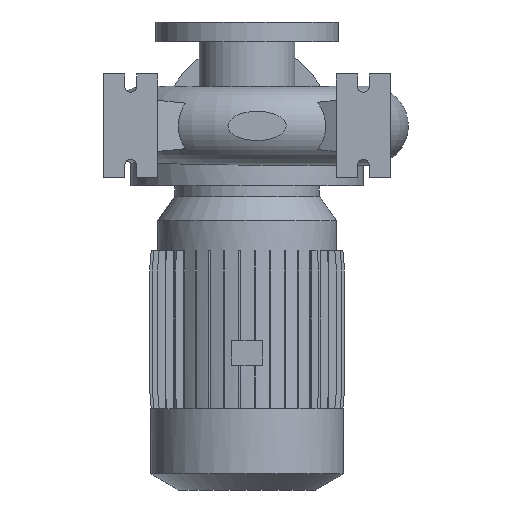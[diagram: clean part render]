
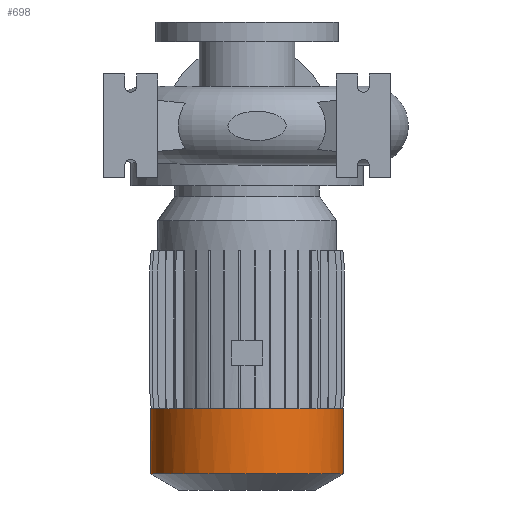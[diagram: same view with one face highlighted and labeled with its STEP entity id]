
A CAD part, front view. The second image highlights one B-rep face of the part: STEP entity #698.
In plain terms, the highlighted cylindrical face has radius 116 mm (diameter 232 mm), a partial arc.
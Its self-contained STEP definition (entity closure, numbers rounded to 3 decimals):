
#249 = LINE ( 'NONE', #13574, #11159 ) ;
#698 = ADVANCED_FACE ( 'NONE', ( #12738 ), #6966, .T. ) ;
#731 = VERTEX_POINT ( 'NONE', #2261 ) ;
#1408 = EDGE_CURVE ( 'NONE', #3195, #731, #13461, .T. ) ;
#2015 = AXIS2_PLACEMENT_3D ( 'NONE', #7860, #8768, #3302 ) ;
#2261 = CARTESIAN_POINT ( 'NONE',  ( 116., 0., -340. ) ) ;
#2484 = CARTESIAN_POINT ( 'NONE',  ( 0., 0., 125. ) ) ;
#3195 = VERTEX_POINT ( 'NONE', #9412 ) ;
#3302 = DIRECTION ( 'NONE',  ( 1., 0., 0. ) ) ;
#3377 = ORIENTED_EDGE ( 'NONE', *, *, #6260, .T. ) ;
#3522 = CARTESIAN_POINT ( 'NONE',  ( 116., 0., -418.4 ) ) ;
#4264 = EDGE_CURVE ( 'NONE', #12132, #4505, #11334, .T. ) ;
#4505 = VERTEX_POINT ( 'NONE', #3522 ) ;
#5460 = EDGE_LOOP ( 'NONE', ( #9079, #8773, #3377, #11975 ) ) ;
#6260 = EDGE_CURVE ( 'NONE', #4505, #731, #12034, .T. ) ;
#6829 = DIRECTION ( 'NONE',  ( 1., 0., 0. ) ) ;
#6966 = CYLINDRICAL_SURFACE ( 'NONE', #13681, 116. ) ;
#7021 = CARTESIAN_POINT ( 'NONE',  ( -116., 0., -418.4 ) ) ;
#7245 = VECTOR ( 'NONE', #14579, 1000. ) ;
#7347 = CARTESIAN_POINT ( 'NONE',  ( 0., 0., -340. ) ) ;
#7860 = CARTESIAN_POINT ( 'NONE',  ( 0., 0., -418.4 ) ) ;
#8018 = DIRECTION ( 'NONE',  ( 0., 0., 1. ) ) ;
#8768 = DIRECTION ( 'NONE',  ( 0., 0., 1. ) ) ;
#8773 = ORIENTED_EDGE ( 'NONE', *, *, #4264, .T. ) ;
#9079 = ORIENTED_EDGE ( 'NONE', *, *, #11751, .F. ) ;
#9145 = AXIS2_PLACEMENT_3D ( 'NONE', #7347, #11920, #14384 ) ;
#9412 = CARTESIAN_POINT ( 'NONE',  ( -116., 0., -340. ) ) ;
#11159 = VECTOR ( 'NONE', #8018, 1000. ) ;
#11334 = CIRCLE ( 'NONE', #2015, 116. ) ;
#11751 = EDGE_CURVE ( 'NONE', #12132, #3195, #249, .T. ) ;
#11920 = DIRECTION ( 'NONE',  ( 0., 0., 1. ) ) ;
#11975 = ORIENTED_EDGE ( 'NONE', *, *, #1408, .F. ) ;
#12034 = LINE ( 'NONE', #12182, #7245 ) ;
#12132 = VERTEX_POINT ( 'NONE', #7021 ) ;
#12182 = CARTESIAN_POINT ( 'NONE',  ( 116., 0., 125. ) ) ;
#12593 = DIRECTION ( 'NONE',  ( 0., 0., 1. ) ) ;
#12738 = FACE_OUTER_BOUND ( 'NONE', #5460, .T. ) ;
#13461 = CIRCLE ( 'NONE', #9145, 116. ) ;
#13574 = CARTESIAN_POINT ( 'NONE',  ( -116., 0., 125. ) ) ;
#13681 = AXIS2_PLACEMENT_3D ( 'NONE', #2484, #12593, #6829 ) ;
#14384 = DIRECTION ( 'NONE',  ( 1., 0., 0. ) ) ;
#14579 = DIRECTION ( 'NONE',  ( 0., 0., 1. ) ) ;
